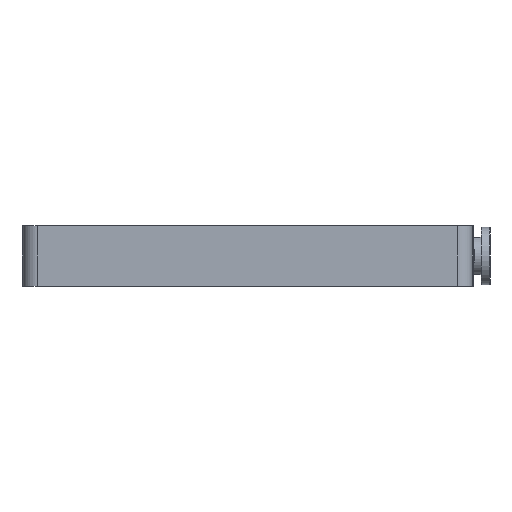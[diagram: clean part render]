
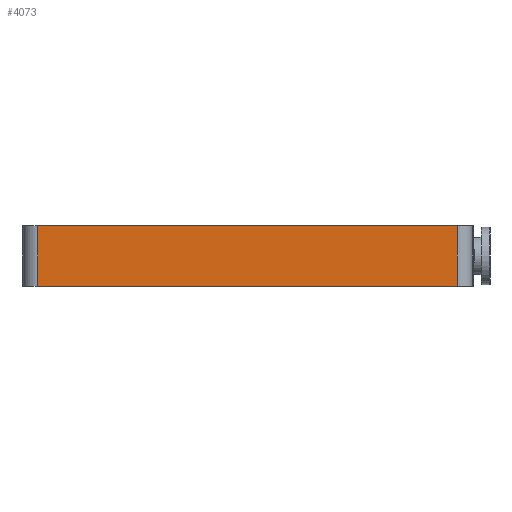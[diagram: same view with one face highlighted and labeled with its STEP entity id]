
A CAD part, front view. The second image highlights one B-rep face of the part: STEP entity #4073.
In plain terms, the highlighted planar face has unit normal (0, -1, 0).
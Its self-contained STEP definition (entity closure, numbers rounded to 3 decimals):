
#60 = CARTESIAN_POINT ( 'NONE',  ( -40., -41., 5.75 ) ) ;
#90 = DIRECTION ( 'NONE',  ( 1., 0., 0. ) ) ;
#138 = CARTESIAN_POINT ( 'NONE',  ( 40., -41., 5.75 ) ) ;
#378 = DIRECTION ( 'NONE',  ( 0., 0., -1. ) ) ;
#429 = CARTESIAN_POINT ( 'NONE',  ( -40., -41., -5.75 ) ) ;
#573 = VERTEX_POINT ( 'NONE', #138 ) ;
#589 = LINE ( 'NONE', #3070, #1849 ) ;
#653 = VECTOR ( 'NONE', #90, 1000. ) ;
#737 = ORIENTED_EDGE ( 'NONE', *, *, #1061, .T. ) ;
#870 = ORIENTED_EDGE ( 'NONE', *, *, #2490, .F. ) ;
#930 = EDGE_CURVE ( 'NONE', #3781, #2406, #1053, .T. ) ;
#1053 = LINE ( 'NONE', #3296, #3698 ) ;
#1061 = EDGE_CURVE ( 'NONE', #2406, #3297, #2008, .T. ) ;
#1399 = AXIS2_PLACEMENT_3D ( 'NONE', #3246, #3574, #3855 ) ;
#1492 = LINE ( 'NONE', #3704, #653 ) ;
#1765 = ORIENTED_EDGE ( 'NONE', *, *, #3067, .F. ) ;
#1849 = VECTOR ( 'NONE', #3086, 1000. ) ;
#2008 = LINE ( 'NONE', #2346, #3840 ) ;
#2061 = ORIENTED_EDGE ( 'NONE', *, *, #930, .T. ) ;
#2218 = CARTESIAN_POINT ( 'NONE',  ( 40., -41., -5.75 ) ) ;
#2346 = CARTESIAN_POINT ( 'NONE',  ( -40., -41., -5.75 ) ) ;
#2406 = VERTEX_POINT ( 'NONE', #429 ) ;
#2490 = EDGE_CURVE ( 'NONE', #3781, #573, #1492, .T. ) ;
#2904 = PLANE ( 'NONE',  #1399 ) ;
#3067 = EDGE_CURVE ( 'NONE', #573, #3297, #589, .T. ) ;
#3070 = CARTESIAN_POINT ( 'NONE',  ( 40., -41., 5.75 ) ) ;
#3086 = DIRECTION ( 'NONE',  ( 0., 0., -1. ) ) ;
#3148 = EDGE_LOOP ( 'NONE', ( #2061, #737, #1765, #870 ) ) ;
#3246 = CARTESIAN_POINT ( 'NONE',  ( -40., -41., 5.75 ) ) ;
#3296 = CARTESIAN_POINT ( 'NONE',  ( -40., -41., 5.75 ) ) ;
#3297 = VERTEX_POINT ( 'NONE', #2218 ) ;
#3574 = DIRECTION ( 'NONE',  ( 0., 1., 0. ) ) ;
#3695 = DIRECTION ( 'NONE',  ( 1., 0., 0. ) ) ;
#3698 = VECTOR ( 'NONE', #378, 1000. ) ;
#3704 = CARTESIAN_POINT ( 'NONE',  ( -40., -41., 5.75 ) ) ;
#3717 = FACE_OUTER_BOUND ( 'NONE', #3148, .T. ) ;
#3781 = VERTEX_POINT ( 'NONE', #60 ) ;
#3840 = VECTOR ( 'NONE', #3695, 1000. ) ;
#3855 = DIRECTION ( 'NONE',  ( 0., 0., 1. ) ) ;
#4073 = ADVANCED_FACE ( 'NONE', ( #3717 ), #2904, .F. ) ;
